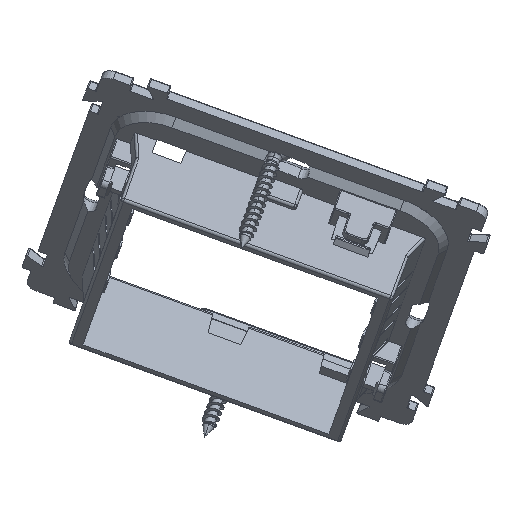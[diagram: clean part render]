
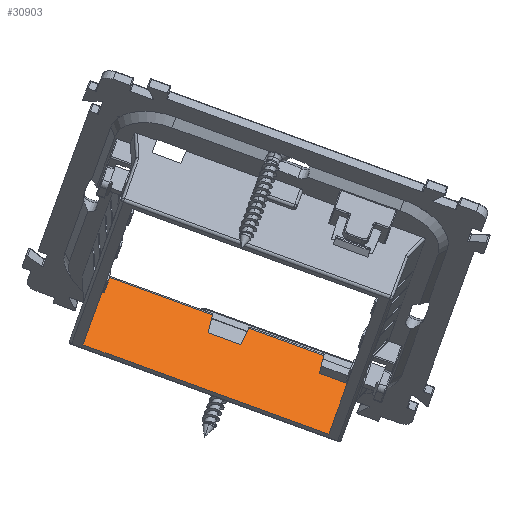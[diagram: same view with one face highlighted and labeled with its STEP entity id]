
A CAD part, left-side view. The second image highlights one B-rep face of the part: STEP entity #30903.
In plain terms, the highlighted face is planar.
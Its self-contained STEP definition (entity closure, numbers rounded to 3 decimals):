
#2699=CARTESIAN_POINT('Line Origine',(22.75,0.,-15.5)) ;
#2703=CARTESIAN_POINT('Vertex',(22.75,-22.63,-15.5)) ;
#2705=CARTESIAN_POINT('Vertex',(22.75,22.63,-15.5)) ;
#26187=CARTESIAN_POINT('Axis2P3D Location',(22.75,0.,-15.5)) ;
#26301=CARTESIAN_POINT('Vertex',(22.881,25.324,-0.446)) ;
#26304=CARTESIAN_POINT('Line Origine',(22.881,-2.75,-0.446)) ;
#26308=CARTESIAN_POINT('Vertex',(22.881,3.333,-0.446)) ;
#26325=CARTESIAN_POINT('Line Origine',(22.881,-2.75,-0.446)) ;
#26329=CARTESIAN_POINT('Vertex',(22.881,-17.167,-0.446)) ;
#26331=CARTESIAN_POINT('Vertex',(22.881,-3.333,-0.446)) ;
#30153=CARTESIAN_POINT('Vertex',(22.848,-17.5,-4.25)) ;
#30156=CARTESIAN_POINT('Line Origine',(22.848,-20.114,-4.25)) ;
#30160=CARTESIAN_POINT('Vertex',(22.848,-22.729,-4.25)) ;
#30203=CARTESIAN_POINT('Control Point',(22.881,-17.167,-0.446)) ;
#30204=CARTESIAN_POINT('Control Point',(22.848,-17.5,-4.25)) ;
#30316=CARTESIAN_POINT('Vertex',(22.848,-3.,-4.25)) ;
#30332=CARTESIAN_POINT('Vertex',(22.848,3.,-4.25)) ;
#30335=CARTESIAN_POINT('Line Origine',(22.848,0.,-4.25)) ;
#30370=CARTESIAN_POINT('Control Point',(22.881,-3.333,-0.446)) ;
#30371=CARTESIAN_POINT('Control Point',(22.848,-3.,-4.25)) ;
#30382=CARTESIAN_POINT('Control Point',(22.881,3.333,-0.446)) ;
#30383=CARTESIAN_POINT('Control Point',(22.848,3.,-4.25)) ;
#30663=CARTESIAN_POINT('Vertex',(22.85,25.262,-4.)) ;
#30667=CARTESIAN_POINT('Control Point',(22.881,25.324,-0.446)) ;
#30668=CARTESIAN_POINT('Control Point',(22.85,25.262,-4.)) ;
#30868=CARTESIAN_POINT('Control Point',(22.75,22.63,-15.5)) ;
#30869=CARTESIAN_POINT('Control Point',(22.848,22.728,-4.3)) ;
#30870=CARTESIAN_POINT('Vertex',(22.848,22.728,-4.3)) ;
#30874=CARTESIAN_POINT('Control Point',(22.75,-22.63,-15.5)) ;
#30875=CARTESIAN_POINT('Control Point',(22.848,-22.729,-4.25)) ;
#30877=CARTESIAN_POINT('Line Origine',(22.85,-12.65,-4.)) ;
#30881=CARTESIAN_POINT('Vertex',(22.85,23.033,-4.)) ;
#30885=CARTESIAN_POINT('Control Point',(22.85,23.033,-4.)) ;
#30886=CARTESIAN_POINT('Control Point',(22.848,22.728,-4.3)) ;
#2700=DIRECTION('Vector Direction',(0.,-1.,0.)) ;
#26188=DIRECTION('Axis2P3D Direction',(1.,0.,-0.009)) ;
#26189=DIRECTION('Axis2P3D XDirection',(0.,-1.,0.)) ;
#26305=DIRECTION('Vector Direction',(0.,-1.,0.)) ;
#26326=DIRECTION('Vector Direction',(0.,-1.,0.)) ;
#30157=DIRECTION('Vector Direction',(0.,-1.,0.)) ;
#30336=DIRECTION('Vector Direction',(0.,-1.,0.)) ;
#30878=DIRECTION('Vector Direction',(0.,-1.,0.)) ;
#26190=AXIS2_PLACEMENT_3D('Plane Axis2P3D',#26187,#26188,#26189) ;
#30889=ORIENTED_EDGE('',*,*,#30872,.F.) ;
#30890=ORIENTED_EDGE('',*,*,#2707,.F.) ;
#30891=ORIENTED_EDGE('',*,*,#30876,.T.) ;
#30892=ORIENTED_EDGE('',*,*,#30162,.F.) ;
#30893=ORIENTED_EDGE('',*,*,#30205,.F.) ;
#30894=ORIENTED_EDGE('',*,*,#26333,.T.) ;
#30895=ORIENTED_EDGE('',*,*,#30372,.T.) ;
#30896=ORIENTED_EDGE('',*,*,#30339,.T.) ;
#30897=ORIENTED_EDGE('',*,*,#30384,.F.) ;
#30898=ORIENTED_EDGE('',*,*,#26310,.T.) ;
#30899=ORIENTED_EDGE('',*,*,#30669,.T.) ;
#30900=ORIENTED_EDGE('',*,*,#30883,.F.) ;
#30901=ORIENTED_EDGE('',*,*,#30887,.F.) ;
#2701=VECTOR('Line Direction',#2700,1.) ;
#26306=VECTOR('Line Direction',#26305,1.) ;
#26327=VECTOR('Line Direction',#26326,1.) ;
#30158=VECTOR('Line Direction',#30157,1.) ;
#30337=VECTOR('Line Direction',#30336,1.) ;
#30879=VECTOR('Line Direction',#30878,1.) ;
#30903=ADVANCED_FACE('PartBody',(#30902),#26191,.F.) ;
#30202=B_SPLINE_CURVE_WITH_KNOTS('',1,(#30203,#30204),.UNSPECIFIED.,.F.,.U.,(2,2),(-1.168,2.651),.UNSPECIFIED.) ;
#30369=B_SPLINE_CURVE_WITH_KNOTS('',1,(#30370,#30371),.UNSPECIFIED.,.F.,.U.,(2,2),(-1.168,2.651),.UNSPECIFIED.) ;
#30381=B_SPLINE_CURVE_WITH_KNOTS('',1,(#30382,#30383),.UNSPECIFIED.,.F.,.U.,(2,2),(-1.168,2.651),.UNSPECIFIED.) ;
#30666=B_SPLINE_CURVE_WITH_KNOTS('',1,(#30667,#30668),.UNSPECIFIED.,.F.,.U.,(2,2),(-2.455,1.1),.UNSPECIFIED.) ;
#30867=B_SPLINE_CURVE_WITH_KNOTS('',1,(#30868,#30869),.UNSPECIFIED.,.F.,.U.,(2,2),(-10.441,0.759),.UNSPECIFIED.) ;
#30873=B_SPLINE_CURVE_WITH_KNOTS('',1,(#30874,#30875),.UNSPECIFIED.,.F.,.U.,(2,2),(-10.441,0.809),.UNSPECIFIED.) ;
#30884=B_SPLINE_CURVE_WITH_KNOTS('',1,(#30885,#30886),.UNSPECIFIED.,.F.,.U.,(2,2),(-0.214,0.214),.UNSPECIFIED.) ;
#2707=EDGE_CURVE('',#2704,#2706,#2702,.F.) ;
#26310=EDGE_CURVE('',#26309,#26302,#26307,.F.) ;
#26333=EDGE_CURVE('',#26330,#26332,#26328,.F.) ;
#30162=EDGE_CURVE('',#30154,#30161,#30159,.T.) ;
#30205=EDGE_CURVE('',#26330,#30154,#30202,.T.) ;
#30339=EDGE_CURVE('',#30317,#30333,#30338,.F.) ;
#30372=EDGE_CURVE('',#26332,#30317,#30369,.T.) ;
#30384=EDGE_CURVE('',#26309,#30333,#30381,.T.) ;
#30669=EDGE_CURVE('',#26302,#30664,#30666,.T.) ;
#30872=EDGE_CURVE('',#2706,#30871,#30867,.T.) ;
#30876=EDGE_CURVE('',#2704,#30161,#30873,.T.) ;
#30883=EDGE_CURVE('',#30882,#30664,#30880,.F.) ;
#30887=EDGE_CURVE('',#30871,#30882,#30884,.F.) ;
#30888=EDGE_LOOP('',(#30889,#30890,#30891,#30892,#30893,#30894,#30895,#30896,#30897,#30898,#30899,#30900,#30901)) ;
#30902=FACE_OUTER_BOUND('',#30888,.T.) ;
#2702=LINE('Line',#2699,#2701) ;
#26307=LINE('Line',#26304,#26306) ;
#26328=LINE('Line',#26325,#26327) ;
#30159=LINE('Line',#30156,#30158) ;
#30338=LINE('Line',#30335,#30337) ;
#30880=LINE('Line',#30877,#30879) ;
#26191=PLANE('',#26190) ;
#2704=VERTEX_POINT('',#2703) ;
#2706=VERTEX_POINT('',#2705) ;
#26302=VERTEX_POINT('',#26301) ;
#26309=VERTEX_POINT('',#26308) ;
#26330=VERTEX_POINT('',#26329) ;
#26332=VERTEX_POINT('',#26331) ;
#30154=VERTEX_POINT('',#30153) ;
#30161=VERTEX_POINT('',#30160) ;
#30317=VERTEX_POINT('',#30316) ;
#30333=VERTEX_POINT('',#30332) ;
#30664=VERTEX_POINT('',#30663) ;
#30871=VERTEX_POINT('',#30870) ;
#30882=VERTEX_POINT('',#30881) ;
